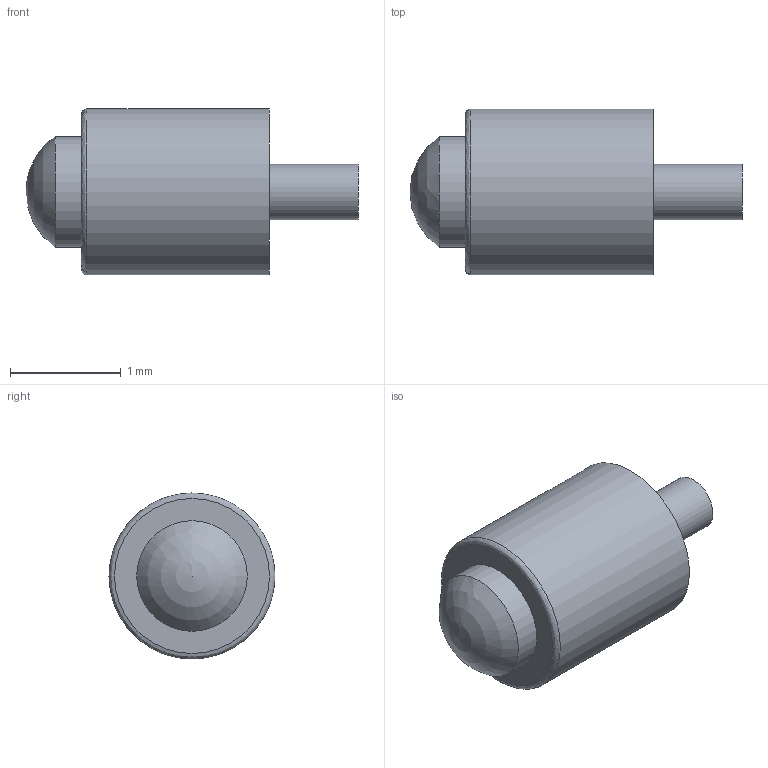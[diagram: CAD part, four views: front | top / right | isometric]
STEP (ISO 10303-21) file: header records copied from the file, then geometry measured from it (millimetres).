
FILE_DESCRIPTION(('FreeCAD Model'),'2;1');
FILE_NAME('D15x22_THT.step','2019-05-05T13:43:47',('Author'),('' ),'Open CASCADE STEP processor 7.2','FreeCAD','Unknown');
FILE_SCHEMA(('AUTOMOTIVE_DESIGN { 1 0 10303 214 1 1 1 1 }'));
Length unit declared in the file: millimetre
Products named in the file (1): Revolution
Bounding box: 3 x 1.5 x 1.5 mm (x, y, z)
Volume: 3.5 mm3; surface area: 15.2 mm2
Topology: 1 solids, 2 shells, 10 faces, 14 edges, 9 vertices
Faces by surface type: plane 5, cylinder 3, revolution 1, sphere 1
Full cylindrical faces by diameter (mm): 0.5 x1, 1 x1, 1.5 x1
Entity records: 407 total; most frequent: DIRECTION 72, CARTESIAN_POINT 60, ORIENTED_EDGE 26, PCURVE 26, DEFINITIONAL_REPRESENTATION 26, LINE 22, VECTOR 22, AXIS2_PLACEMENT_3D 21
